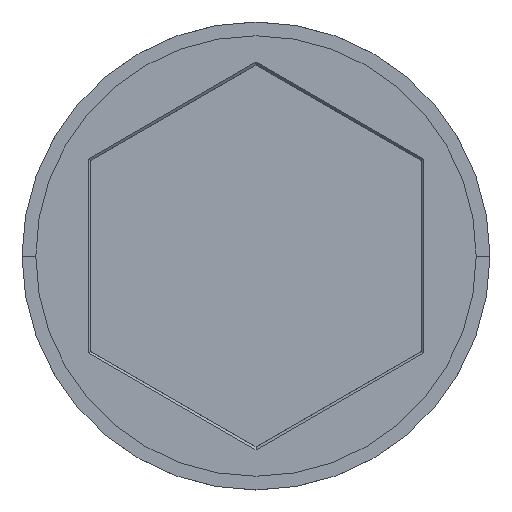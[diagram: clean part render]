
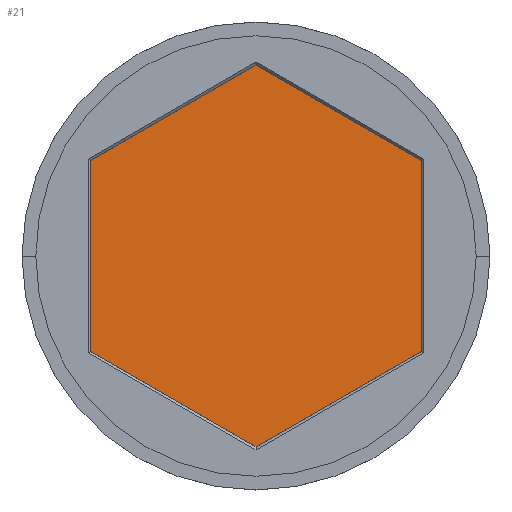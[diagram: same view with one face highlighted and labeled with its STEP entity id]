
A CAD part, top view. The second image highlights one B-rep face of the part: STEP entity #21.
In plain terms, the highlighted planar face has unit normal (0, 0, 1).
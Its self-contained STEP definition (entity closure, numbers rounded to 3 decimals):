
#8 = EDGE_CURVE ( 'NONE', #852, #145, #187, .T. ) ;
#21 = ADVANCED_FACE ( 'NONE', ( #935 ), #548, .T. ) ;
#50 = DIRECTION ( 'NONE',  ( -0.866, 0.5, 0. ) ) ;
#72 = CARTESIAN_POINT ( 'NONE',  ( -3., 5.196, -2. ) ) ;
#94 = DIRECTION ( 'NONE',  ( 0.866, -0.5, 0. ) ) ;
#101 = VECTOR ( 'NONE', #1094, 1000. ) ;
#140 = DIRECTION ( 'NONE',  ( 0., -1., 0. ) ) ;
#145 = VERTEX_POINT ( 'NONE', #202 ) ;
#167 = VERTEX_POINT ( 'NONE', #354 ) ;
#187 = LINE ( 'NONE', #72, #805 ) ;
#202 = CARTESIAN_POINT ( 'NONE',  ( -6., 3.464, -2. ) ) ;
#217 = ORIENTED_EDGE ( 'NONE', *, *, #924, .T. ) ;
#231 = ORIENTED_EDGE ( 'NONE', *, *, #8, .T. ) ;
#233 = EDGE_CURVE ( 'NONE', #678, #1289, #1311, .T. ) ;
#347 = VERTEX_POINT ( 'NONE', #398 ) ;
#354 = CARTESIAN_POINT ( 'NONE',  ( -6., -3.464, -2. ) ) ;
#359 = CARTESIAN_POINT ( 'NONE',  ( -3., -5.196, -2. ) ) ;
#398 = CARTESIAN_POINT ( 'NONE',  ( 0., -6.928, -2. ) ) ;
#418 = AXIS2_PLACEMENT_3D ( 'NONE', #1410, #1279, #689 ) ;
#425 = LINE ( 'NONE', #912, #1214 ) ;
#449 = CARTESIAN_POINT ( 'NONE',  ( 0., 6.928, -2. ) ) ;
#469 = LINE ( 'NONE', #1466, #907 ) ;
#515 = LINE ( 'NONE', #653, #1190 ) ;
#548 = PLANE ( 'NONE',  #418 ) ;
#559 = ORIENTED_EDGE ( 'NONE', *, *, #233, .T. ) ;
#600 = CARTESIAN_POINT ( 'NONE',  ( 6., 3.464, -2. ) ) ;
#653 = CARTESIAN_POINT ( 'NONE',  ( -6., 0., -2. ) ) ;
#678 = VERTEX_POINT ( 'NONE', #735 ) ;
#689 = DIRECTION ( 'NONE',  ( 1., 0., 0. ) ) ;
#735 = CARTESIAN_POINT ( 'NONE',  ( 6., -3.464, -2. ) ) ;
#802 = ORIENTED_EDGE ( 'NONE', *, *, #1414, .T. ) ;
#805 = VECTOR ( 'NONE', #1518, 1000. ) ;
#852 = VERTEX_POINT ( 'NONE', #449 ) ;
#907 = VECTOR ( 'NONE', #968, 1000. ) ;
#912 = CARTESIAN_POINT ( 'NONE',  ( 3., 5.196, -2. ) ) ;
#924 = EDGE_CURVE ( 'NONE', #1289, #852, #425, .T. ) ;
#935 = FACE_OUTER_BOUND ( 'NONE', #1218, .T. ) ;
#963 = VECTOR ( 'NONE', #94, 1000. ) ;
#968 = DIRECTION ( 'NONE',  ( 0.866, 0.5, 0. ) ) ;
#1094 = DIRECTION ( 'NONE',  ( 0., 1., 0. ) ) ;
#1121 = LINE ( 'NONE', #359, #963 ) ;
#1190 = VECTOR ( 'NONE', #140, 1000. ) ;
#1195 = EDGE_CURVE ( 'NONE', #167, #347, #1121, .T. ) ;
#1214 = VECTOR ( 'NONE', #50, 1000. ) ;
#1218 = EDGE_LOOP ( 'NONE', ( #217, #231, #802, #1300, #1515, #559 ) ) ;
#1266 = EDGE_CURVE ( 'NONE', #347, #678, #469, .T. ) ;
#1279 = DIRECTION ( 'NONE',  ( 0., 0., 1. ) ) ;
#1289 = VERTEX_POINT ( 'NONE', #600 ) ;
#1300 = ORIENTED_EDGE ( 'NONE', *, *, #1195, .T. ) ;
#1311 = LINE ( 'NONE', #1577, #101 ) ;
#1410 = CARTESIAN_POINT ( 'NONE',  ( 0., 0., -2. ) ) ;
#1414 = EDGE_CURVE ( 'NONE', #145, #167, #515, .T. ) ;
#1466 = CARTESIAN_POINT ( 'NONE',  ( 3., -5.196, -2. ) ) ;
#1515 = ORIENTED_EDGE ( 'NONE', *, *, #1266, .T. ) ;
#1518 = DIRECTION ( 'NONE',  ( -0.866, -0.5, 0. ) ) ;
#1577 = CARTESIAN_POINT ( 'NONE',  ( 6., 0., -2. ) ) ;
